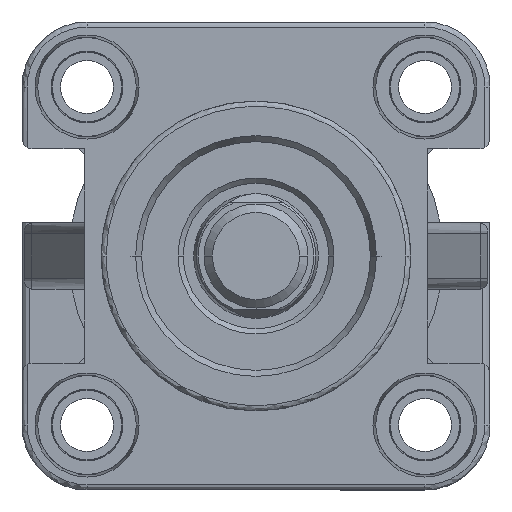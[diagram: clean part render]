
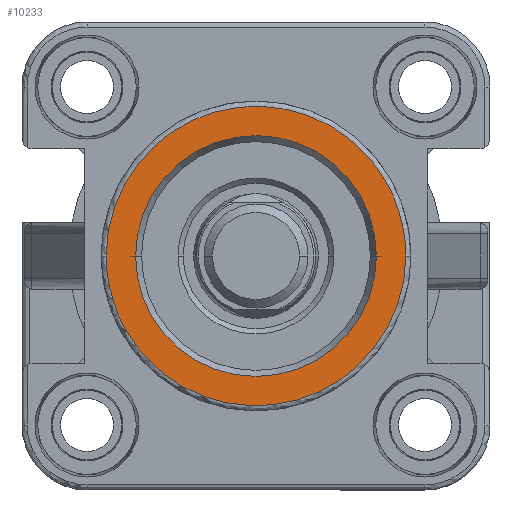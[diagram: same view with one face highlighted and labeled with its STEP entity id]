
A CAD part, left-side view. The second image highlights one B-rep face of the part: STEP entity #10233.
In plain terms, the highlighted planar face has unit normal (-1, 0, 0).
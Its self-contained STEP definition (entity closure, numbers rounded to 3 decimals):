
#28 = AXIS2_PLACEMENT_3D ( 'NONE', #13300, #7876, #17382 ) ;
#218 = EDGE_CURVE ( 'NONE', #1717, #9968, #16592, .T. ) ;
#700 = CARTESIAN_POINT ( 'NONE',  ( 0., 0., -14.4 ) ) ;
#845 = ORIENTED_EDGE ( 'NONE', *, *, #1408, .F. ) ;
#1114 = DIRECTION ( 'NONE',  ( 0., 0., 1. ) ) ;
#1308 = CARTESIAN_POINT ( 'NONE',  ( 0., -28.8, -14.4 ) ) ;
#1408 = EDGE_CURVE ( 'NONE', #9968, #1717, #14238, .T. ) ;
#1480 = VERTEX_POINT ( 'NONE', #8457 ) ;
#1717 = VERTEX_POINT ( 'NONE', #700 ) ;
#2435 = DIRECTION ( 'NONE',  ( 0., 0., -1. ) ) ;
#2540 = DIRECTION ( 'NONE',  ( 1., 0., 0. ) ) ;
#2673 = CARTESIAN_POINT ( 'NONE',  ( 0., -28.8, 14.4 ) ) ;
#3147 = VERTEX_POINT ( 'NONE', #5150 ) ;
#3515 = CIRCLE ( 'NONE', #28, 11.577 ) ;
#4149 = EDGE_CURVE ( 'NONE', #3147, #1480, #13913, .T. ) ;
#5040 = DIRECTION ( 'NONE',  ( -1., 0., 0. ) ) ;
#5150 = CARTESIAN_POINT ( 'NONE',  ( 0., 0., 11.577 ) ) ;
#5228 = CARTESIAN_POINT ( 'NONE',  ( 0., 0., 14.4 ) ) ;
#5294 = CARTESIAN_POINT ( 'NONE',  ( 0., 0., -14.4 ) ) ;
#5578 = FACE_BOUND ( 'NONE', #17176, .T. ) ;
#5953 = AXIS2_PLACEMENT_3D ( 'NONE', #6656, #5040, #1114 ) ;
#6418 = EDGE_LOOP ( 'NONE', ( #17271, #845 ) ) ;
#6561 = CARTESIAN_POINT ( 'NONE',  ( 0., 0., 14.4 ) ) ;
#6656 = CARTESIAN_POINT ( 'NONE',  ( 0., 0., 0. ) ) ;
#7876 = DIRECTION ( 'NONE',  ( -1., 0., 0. ) ) ;
#7882 = CARTESIAN_POINT ( 'NONE',  ( 0., 28.8, 14.4 ) ) ;
#8457 = CARTESIAN_POINT ( 'NONE',  ( 0., 0., -11.577 ) ) ;
#9968 = VERTEX_POINT ( 'NONE', #12533 ) ;
#10233 = ADVANCED_FACE ( 'NONE', ( #5578, #16025 ), #16258, .F. ) ;
#10401 = ORIENTED_EDGE ( 'NONE', *, *, #4149, .F. ) ;
#10908 = CARTESIAN_POINT ( 'NONE',  ( 0., 0., -14.4 ) ) ;
#11742 = AXIS2_PLACEMENT_3D ( 'NONE', #17643, #2540, #2435 ) ;
#12533 = CARTESIAN_POINT ( 'NONE',  ( 0., 0., 14.4 ) ) ;
#12647 = EDGE_CURVE ( 'NONE', #1480, #3147, #3515, .T. ) ;
#13300 = CARTESIAN_POINT ( 'NONE',  ( 0., 0., 0. ) ) ;
#13913 = CIRCLE ( 'NONE', #5953, 11.577 ) ;
#14238 =( BOUNDED_CURVE ( )  B_SPLINE_CURVE ( 3, ( #5228, #2673, #1308, #10908 ),
 .UNSPECIFIED., .F., .T. ) 
 B_SPLINE_CURVE_WITH_KNOTS ( ( 4, 4 ),
 ( 0., 1. ),
 .UNSPECIFIED. ) 
 CURVE ( )  GEOMETRIC_REPRESENTATION_ITEM ( )  RATIONAL_B_SPLINE_CURVE ( ( 1., 0.333, 0.333, 1. ) ) 
 REPRESENTATION_ITEM ( '' )  );
#14266 = ORIENTED_EDGE ( 'NONE', *, *, #12647, .F. ) ;
#14784 = CARTESIAN_POINT ( 'NONE',  ( 0., 28.8, -14.4 ) ) ;
#16025 = FACE_OUTER_BOUND ( 'NONE', #6418, .T. ) ;
#16258 = PLANE ( 'NONE',  #11742 ) ;
#16592 =( BOUNDED_CURVE ( )  B_SPLINE_CURVE ( 3, ( #5294, #14784, #7882, #6561 ),
 .UNSPECIFIED., .F., .F. ) 
 B_SPLINE_CURVE_WITH_KNOTS ( ( 4, 4 ),
 ( 0., 1. ),
 .UNSPECIFIED. ) 
 CURVE ( )  GEOMETRIC_REPRESENTATION_ITEM ( )  RATIONAL_B_SPLINE_CURVE ( ( 1., 0.333, 0.333, 1. ) ) 
 REPRESENTATION_ITEM ( '' )  );
#17176 = EDGE_LOOP ( 'NONE', ( #10401, #14266 ) ) ;
#17271 = ORIENTED_EDGE ( 'NONE', *, *, #218, .F. ) ;
#17382 = DIRECTION ( 'NONE',  ( 0., 0., 1. ) ) ;
#17643 = CARTESIAN_POINT ( 'NONE',  ( 0., 11., 0. ) ) ;
